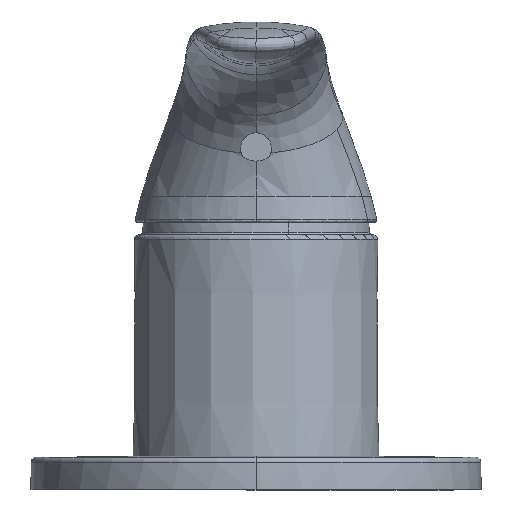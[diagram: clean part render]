
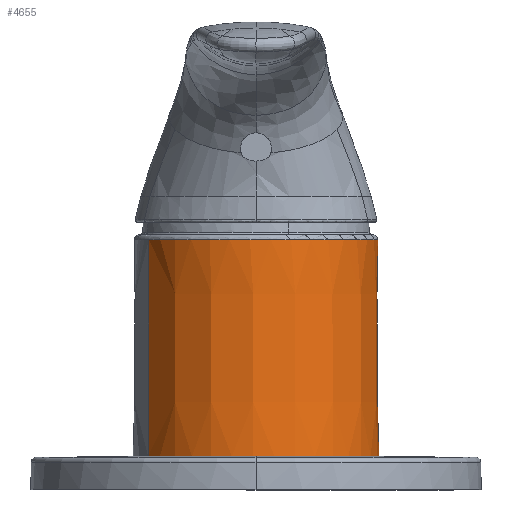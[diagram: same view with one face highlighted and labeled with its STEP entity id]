
A CAD part, front view. The second image highlights one B-rep face of the part: STEP entity #4655.
In plain terms, the highlighted conical face has half-angle 0.229 degrees and reference radius 24.4 mm.
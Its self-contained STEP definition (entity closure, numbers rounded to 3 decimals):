
#24 = CARTESIAN_POINT ( 'NONE',  ( -63.588, 92.39, 120.992 ) ) ;
#261 = ORIENTED_EDGE ( 'NONE', *, *, #10296, .F. ) ;
#305 = ORIENTED_EDGE ( 'NONE', *, *, #496, .F. ) ;
#334 = AXIS2_PLACEMENT_3D ( 'NONE', #7625, #4426, #10072 ) ;
#339 = EDGE_CURVE ( 'NONE', #6295, #3054, #8916, .T. ) ;
#425 = CARTESIAN_POINT ( 'NONE',  ( -42.172, 104.09, 164.297 ) ) ;
#496 = EDGE_CURVE ( 'NONE', #2524, #4118, #546, .T. ) ;
#531 = AXIS2_PLACEMENT_3D ( 'NONE', #24, #5962, #1006 ) ;
#546 = CIRCLE ( 'NONE', #10451, 24.404 ) ;
#893 = ORIENTED_EDGE ( 'NONE', *, *, #7389, .F. ) ;
#1006 = DIRECTION ( 'NONE',  ( 0., 1., 0. ) ) ;
#1404 = DIRECTION ( 'NONE',  ( 0., 0., 1. ) ) ;
#1430 = CARTESIAN_POINT ( 'NONE',  ( -42.175, 104.088, 165.293 ) ) ;
#1812 = CARTESIAN_POINT ( 'NONE',  ( -63.588, 92.39, 164.297 ) ) ;
#1832 = CARTESIAN_POINT ( 'NONE',  ( -85.005, 80.69, 164.297 ) ) ;
#2131 = DIRECTION ( 'NONE',  ( -0.004, -0.002, -1. ) ) ;
#2184 = DIRECTION ( 'NONE',  ( 1., 0., 0. ) ) ;
#2254 = DIRECTION ( 'NONE',  ( 0.004, 0.002, -1. ) ) ;
#2524 = VERTEX_POINT ( 'NONE', #1832 ) ;
#2587 = CARTESIAN_POINT ( 'NONE',  ( -42.02, 104.173, 120.992 ) ) ;
#3054 = VERTEX_POINT ( 'NONE', #5616 ) ;
#3312 = DIRECTION ( 'NONE',  ( 0., 0., 1. ) ) ;
#3977 = VERTEX_POINT ( 'NONE', #425 ) ;
#4016 = VECTOR ( 'NONE', #2131, 1000. ) ;
#4118 = VERTEX_POINT ( 'NONE', #5452 ) ;
#4426 = DIRECTION ( 'NONE',  ( 0., 0., -1. ) ) ;
#4655 = ADVANCED_FACE ( 'NONE', ( #7028 ), #9440, .T. ) ;
#5370 = CARTESIAN_POINT ( 'NONE',  ( -85.001, 80.692, 165.293 ) ) ;
#5452 = CARTESIAN_POINT ( 'NONE',  ( -39.961, 98.497, 164.297 ) ) ;
#5616 = CARTESIAN_POINT ( 'NONE',  ( -85.157, 80.607, 120.992 ) ) ;
#5962 = DIRECTION ( 'NONE',  ( 0., 0., -1. ) ) ;
#6295 = VERTEX_POINT ( 'NONE', #2587 ) ;
#6317 = VECTOR ( 'NONE', #2254, 1000. ) ;
#6498 = EDGE_CURVE ( 'NONE', #2524, #3054, #10465, .T. ) ;
#7028 = FACE_OUTER_BOUND ( 'NONE', #9138, .T. ) ;
#7306 = LINE ( 'NONE', #1430, #6317 ) ;
#7389 = EDGE_CURVE ( 'NONE', #4118, #3977, #9171, .T. ) ;
#7398 = ORIENTED_EDGE ( 'NONE', *, *, #6498, .T. ) ;
#7625 = CARTESIAN_POINT ( 'NONE',  ( -63.588, 92.39, 165.293 ) ) ;
#8175 = CARTESIAN_POINT ( 'NONE',  ( -63.588, 92.39, 164.297 ) ) ;
#8916 = CIRCLE ( 'NONE', #531, 24.577 ) ;
#8977 = DIRECTION ( 'NONE',  ( 1., 0., 0. ) ) ;
#9138 = EDGE_LOOP ( 'NONE', ( #261, #893, #305, #7398, #9872 ) ) ;
#9171 = CIRCLE ( 'NONE', #9520, 24.404 ) ;
#9440 = CONICAL_SURFACE ( 'NONE', #334, 24.4, 0.004 ) ;
#9520 = AXIS2_PLACEMENT_3D ( 'NONE', #8175, #3312, #8977 ) ;
#9872 = ORIENTED_EDGE ( 'NONE', *, *, #339, .F. ) ;
#10072 = DIRECTION ( 'NONE',  ( -0.878, -0.479, 0. ) ) ;
#10296 = EDGE_CURVE ( 'NONE', #3977, #6295, #7306, .T. ) ;
#10451 = AXIS2_PLACEMENT_3D ( 'NONE', #1812, #1404, #2184 ) ;
#10465 = LINE ( 'NONE', #5370, #4016 ) ;
